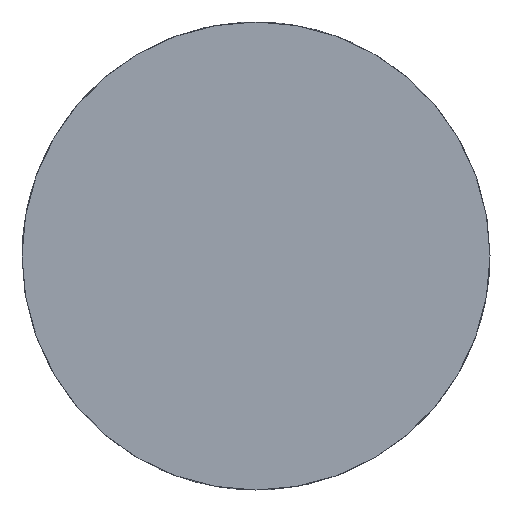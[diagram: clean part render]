
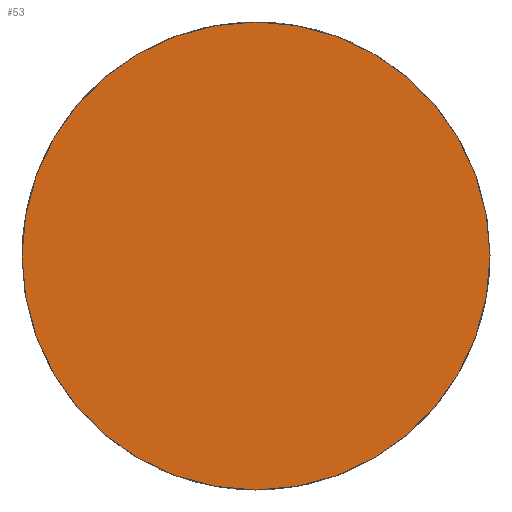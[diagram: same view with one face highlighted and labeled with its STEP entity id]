
A CAD part, left-side view. The second image highlights one B-rep face of the part: STEP entity #53.
In plain terms, the highlighted planar face has unit normal (-1, 0, 0).
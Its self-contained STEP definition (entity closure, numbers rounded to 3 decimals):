
#1 = DIRECTION ( 'NONE',  ( 0., -1., 0. ) ) ;
#6 = CARTESIAN_POINT ( 'NONE',  ( 0., 0., 19.05 ) ) ;
#7 = ORIENTED_EDGE ( 'NONE', *, *, #114, .T. ) ;
#9 = VERTEX_POINT ( 'NONE', #20 ) ;
#20 = CARTESIAN_POINT ( 'NONE',  ( 0., 19.05, 19.05 ) ) ;
#22 = AXIS2_PLACEMENT_3D ( 'NONE', #6, #33, #1 ) ;
#30 = DIRECTION ( 'NONE',  ( -1., 0., 0. ) ) ;
#32 = PLANE ( 'NONE',  #102 ) ;
#33 = DIRECTION ( 'NONE',  ( -1., 0., 0. ) ) ;
#38 = FACE_OUTER_BOUND ( 'NONE', #51, .T. ) ;
#41 = ORIENTED_EDGE ( 'NONE', *, *, #131, .T. ) ;
#44 = CARTESIAN_POINT ( 'NONE',  ( 0., 19.05, 38.1 ) ) ;
#51 = EDGE_LOOP ( 'NONE', ( #7, #41 ) ) ;
#53 = ADVANCED_FACE ( 'NONE', ( #38 ), #32, .F. ) ;
#63 = DIRECTION ( 'NONE',  ( 0., -1., 0. ) ) ;
#77 = DIRECTION ( 'NONE',  ( 0., 1., 0. ) ) ;
#81 = CARTESIAN_POINT ( 'NONE',  ( 0., 0., 19.05 ) ) ;
#82 = VERTEX_POINT ( 'NONE', #126 ) ;
#93 = CIRCLE ( 'NONE', #128, 19.05 ) ;
#101 = CIRCLE ( 'NONE', #22, 19.05 ) ;
#102 = AXIS2_PLACEMENT_3D ( 'NONE', #44, #135, #77 ) ;
#114 = EDGE_CURVE ( 'NONE', #82, #9, #93, .T. ) ;
#126 = CARTESIAN_POINT ( 'NONE',  ( 0., -19.05, 19.05 ) ) ;
#128 = AXIS2_PLACEMENT_3D ( 'NONE', #81, #30, #63 ) ;
#131 = EDGE_CURVE ( 'NONE', #9, #82, #101, .T. ) ;
#135 = DIRECTION ( 'NONE',  ( 1., 0., 0. ) ) ;
